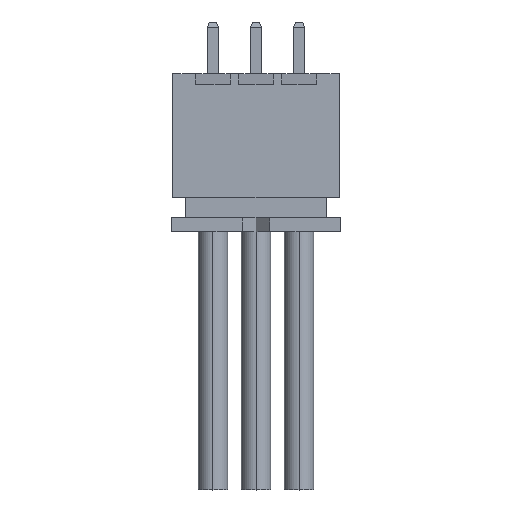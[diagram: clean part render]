
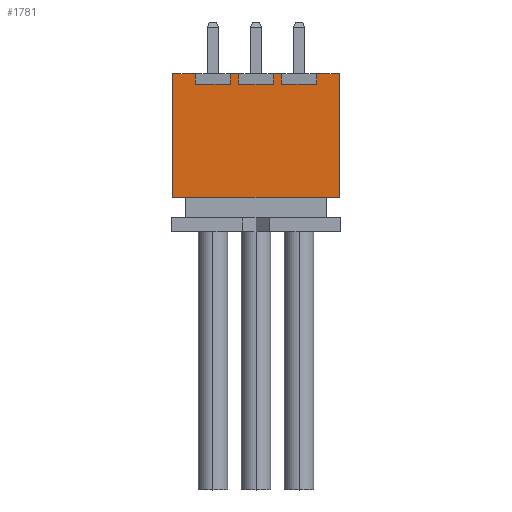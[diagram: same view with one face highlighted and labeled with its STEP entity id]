
A CAD part, top view. The second image highlights one B-rep face of the part: STEP entity #1781.
In plain terms, the highlighted face is planar.
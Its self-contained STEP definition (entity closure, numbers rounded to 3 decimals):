
#13 = ORIENTED_EDGE ( 'NONE', *, *, #4445, .T. ) ;
#24 = VERTEX_POINT ( 'NONE', #8444 ) ;
#83 = DIRECTION ( 'NONE',  ( -1., 0., 0. ) ) ;
#95 = VERTEX_POINT ( 'NONE', #2891 ) ;
#334 = EDGE_CURVE ( 'NONE', #2479, #7439, #11394, .T. ) ;
#427 = CARTESIAN_POINT ( 'NONE',  ( -4.837, 3.353, 7.214 ) ) ;
#578 = DIRECTION ( 'NONE',  ( -1., 0., 0. ) ) ;
#943 = EDGE_CURVE ( 'NONE', #2465, #9611, #3492, .T. ) ;
#995 = DIRECTION ( 'NONE',  ( 0., 0., -1. ) ) ;
#1058 = LINE ( 'NONE', #4012, #8835 ) ;
#1061 = ORIENTED_EDGE ( 'NONE', *, *, #9493, .T. ) ;
#1267 = VECTOR ( 'NONE', #4090, 1000. ) ;
#1298 = VECTOR ( 'NONE', #10624, 1000. ) ;
#1306 = ORIENTED_EDGE ( 'NONE', *, *, #11616, .F. ) ;
#1388 = LINE ( 'NONE', #3043, #6713 ) ;
#1422 = CARTESIAN_POINT ( 'NONE',  ( -4.837, 3.353, 0. ) ) ;
#1686 = LINE ( 'NONE', #1936, #5999 ) ;
#1781 = ADVANCED_FACE ( 'NONE', ( #5089 ), #9871, .T. ) ;
#1869 = CARTESIAN_POINT ( 'NONE',  ( -1.484, 3.353, 0.635 ) ) ;
#1888 = DIRECTION ( 'NONE',  ( 0., 0., -1. ) ) ;
#1936 = CARTESIAN_POINT ( 'NONE',  ( 1.484, 3.353, 0.635 ) ) ;
#1972 = EDGE_LOOP ( 'NONE', ( #7083, #1061, #12074, #11162, #8673, #5696, #1306, #5670, #13, #3830, #7681, #2545, #5980, #3690, #4873, #7152 ) ) ;
#2054 = DIRECTION ( 'NONE',  ( 0., 0., -1. ) ) ;
#2113 = CARTESIAN_POINT ( 'NONE',  ( -3.516, 3.353, 0.635 ) ) ;
#2465 = VERTEX_POINT ( 'NONE', #3305 ) ;
#2479 = VERTEX_POINT ( 'NONE', #10118 ) ;
#2545 = ORIENTED_EDGE ( 'NONE', *, *, #6686, .F. ) ;
#2727 = VERTEX_POINT ( 'NONE', #3536 ) ;
#2783 = CARTESIAN_POINT ( 'NONE',  ( 3.516, 3.353, 0.635 ) ) ;
#2824 = VERTEX_POINT ( 'NONE', #5818 ) ;
#2891 = CARTESIAN_POINT ( 'NONE',  ( 4.837, 3.353, 7.214 ) ) ;
#2894 = CARTESIAN_POINT ( 'NONE',  ( 1.016, 3.353, 0.635 ) ) ;
#2920 = CARTESIAN_POINT ( 'NONE',  ( 3.516, 3.353, 0. ) ) ;
#3043 = CARTESIAN_POINT ( 'NONE',  ( 1.016, 3.353, 0.635 ) ) ;
#3078 = VECTOR ( 'NONE', #7479, 1000. ) ;
#3257 = DIRECTION ( 'NONE',  ( 0., 1., 0. ) ) ;
#3305 = CARTESIAN_POINT ( 'NONE',  ( -1.484, 3.353, 0. ) ) ;
#3333 = AXIS2_PLACEMENT_3D ( 'NONE', #11820, #3257, #6930 ) ;
#3339 = VERTEX_POINT ( 'NONE', #5411 ) ;
#3492 = LINE ( 'NONE', #8446, #4148 ) ;
#3536 = CARTESIAN_POINT ( 'NONE',  ( 3.516, 3.353, 0.635 ) ) ;
#3690 = ORIENTED_EDGE ( 'NONE', *, *, #5406, .T. ) ;
#3707 = CARTESIAN_POINT ( 'NONE',  ( 1.016, 3.353, 0. ) ) ;
#3714 = VECTOR ( 'NONE', #83, 1000. ) ;
#3830 = ORIENTED_EDGE ( 'NONE', *, *, #12369, .T. ) ;
#3873 = CARTESIAN_POINT ( 'NONE',  ( 4.837, 3.353, 0. ) ) ;
#3898 = LINE ( 'NONE', #8902, #1298 ) ;
#3945 = VERTEX_POINT ( 'NONE', #2920 ) ;
#4002 = VECTOR ( 'NONE', #6248, 1000. ) ;
#4012 = CARTESIAN_POINT ( 'NONE',  ( -4.837, 3.353, 0. ) ) ;
#4090 = DIRECTION ( 'NONE',  ( 1., 0., 0. ) ) ;
#4148 = VECTOR ( 'NONE', #12236, 1000. ) ;
#4261 = DIRECTION ( 'NONE',  ( 0., 0., -1. ) ) ;
#4445 = EDGE_CURVE ( 'NONE', #2824, #3339, #1388, .T. ) ;
#4467 = CARTESIAN_POINT ( 'NONE',  ( -1.484, 3.353, 0.635 ) ) ;
#4539 = EDGE_CURVE ( 'NONE', #2479, #95, #12299, .T. ) ;
#4627 = DIRECTION ( 'NONE',  ( 0., 0., -1. ) ) ;
#4873 = ORIENTED_EDGE ( 'NONE', *, *, #8019, .F. ) ;
#4979 = EDGE_CURVE ( 'NONE', #10059, #9269, #6486, .T. ) ;
#5089 = FACE_OUTER_BOUND ( 'NONE', #1972, .T. ) ;
#5406 = EDGE_CURVE ( 'NONE', #9269, #24, #10769, .T. ) ;
#5411 = CARTESIAN_POINT ( 'NONE',  ( -1.016, 3.353, 0.635 ) ) ;
#5426 = CARTESIAN_POINT ( 'NONE',  ( 4.837, 3.353, 0.711 ) ) ;
#5445 = DIRECTION ( 'NONE',  ( 0., 0., -1. ) ) ;
#5670 = ORIENTED_EDGE ( 'NONE', *, *, #12347, .F. ) ;
#5696 = ORIENTED_EDGE ( 'NONE', *, *, #6670, .T. ) ;
#5818 = CARTESIAN_POINT ( 'NONE',  ( 1.016, 3.353, 0.635 ) ) ;
#5852 = LINE ( 'NONE', #11628, #1267 ) ;
#5940 = VECTOR ( 'NONE', #2054, 1000. ) ;
#5980 = ORIENTED_EDGE ( 'NONE', *, *, #4979, .T. ) ;
#5999 = VECTOR ( 'NONE', #6574, 1000. ) ;
#6248 = DIRECTION ( 'NONE',  ( 0., 0., -1. ) ) ;
#6486 = LINE ( 'NONE', #4467, #8768 ) ;
#6574 = DIRECTION ( 'NONE',  ( 0., 0., -1. ) ) ;
#6670 = EDGE_CURVE ( 'NONE', #10383, #11743, #1686, .T. ) ;
#6686 = EDGE_CURVE ( 'NONE', #10059, #2465, #9506, .T. ) ;
#6713 = VECTOR ( 'NONE', #6909, 1000. ) ;
#6909 = DIRECTION ( 'NONE',  ( -1., 0., 0. ) ) ;
#6930 = DIRECTION ( 'NONE',  ( 1., 0., 0. ) ) ;
#7083 = ORIENTED_EDGE ( 'NONE', *, *, #4539, .T. ) ;
#7152 = ORIENTED_EDGE ( 'NONE', *, *, #334, .F. ) ;
#7158 = CARTESIAN_POINT ( 'NONE',  ( 3.516, 3.353, 0.635 ) ) ;
#7327 = CARTESIAN_POINT ( 'NONE',  ( 1.484, 3.353, 0.635 ) ) ;
#7439 = VERTEX_POINT ( 'NONE', #1422 ) ;
#7465 = CARTESIAN_POINT ( 'NONE',  ( -4.837, 3.353, 0.711 ) ) ;
#7479 = DIRECTION ( 'NONE',  ( 1., 0., 0. ) ) ;
#7681 = ORIENTED_EDGE ( 'NONE', *, *, #943, .F. ) ;
#8018 = EDGE_CURVE ( 'NONE', #2727, #10383, #8582, .T. ) ;
#8019 = EDGE_CURVE ( 'NONE', #7439, #24, #5852, .T. ) ;
#8045 = VECTOR ( 'NONE', #4627, 1000. ) ;
#8383 = VERTEX_POINT ( 'NONE', #3873 ) ;
#8444 = CARTESIAN_POINT ( 'NONE',  ( -3.516, 3.353, 0. ) ) ;
#8446 = CARTESIAN_POINT ( 'NONE',  ( -4.837, 3.353, 0. ) ) ;
#8484 = CARTESIAN_POINT ( 'NONE',  ( -3.516, 3.353, 0.635 ) ) ;
#8582 = LINE ( 'NONE', #2783, #3714 ) ;
#8673 = ORIENTED_EDGE ( 'NONE', *, *, #8018, .T. ) ;
#8768 = VECTOR ( 'NONE', #578, 1000. ) ;
#8835 = VECTOR ( 'NONE', #10971, 1000. ) ;
#8902 = CARTESIAN_POINT ( 'NONE',  ( -4.837, 3.353, 0. ) ) ;
#9181 = CARTESIAN_POINT ( 'NONE',  ( -1.484, 3.353, 0.635 ) ) ;
#9269 = VERTEX_POINT ( 'NONE', #8484 ) ;
#9493 = EDGE_CURVE ( 'NONE', #95, #8383, #12143, .T. ) ;
#9506 = LINE ( 'NONE', #1869, #8045 ) ;
#9584 = LINE ( 'NONE', #9712, #10496 ) ;
#9611 = VERTEX_POINT ( 'NONE', #10448 ) ;
#9712 = CARTESIAN_POINT ( 'NONE',  ( -1.016, 3.353, 0.635 ) ) ;
#9871 = PLANE ( 'NONE',  #3333 ) ;
#9910 = LINE ( 'NONE', #7158, #10885 ) ;
#10059 = VERTEX_POINT ( 'NONE', #9181 ) ;
#10118 = CARTESIAN_POINT ( 'NONE',  ( -4.837, 3.353, 7.214 ) ) ;
#10383 = VERTEX_POINT ( 'NONE', #7327 ) ;
#10448 = CARTESIAN_POINT ( 'NONE',  ( -1.016, 3.353, 0. ) ) ;
#10496 = VECTOR ( 'NONE', #995, 1000. ) ;
#10542 = EDGE_CURVE ( 'NONE', #3945, #8383, #3898, .T. ) ;
#10624 = DIRECTION ( 'NONE',  ( 1., 0., 0. ) ) ;
#10769 = LINE ( 'NONE', #2113, #5940 ) ;
#10885 = VECTOR ( 'NONE', #4261, 1000. ) ;
#10971 = DIRECTION ( 'NONE',  ( 1., 0., 0. ) ) ;
#11090 = VECTOR ( 'NONE', #1888, 1000. ) ;
#11096 = CARTESIAN_POINT ( 'NONE',  ( 1.484, 3.353, 0. ) ) ;
#11162 = ORIENTED_EDGE ( 'NONE', *, *, #12510, .F. ) ;
#11215 = VECTOR ( 'NONE', #5445, 1000. ) ;
#11363 = VERTEX_POINT ( 'NONE', #3707 ) ;
#11394 = LINE ( 'NONE', #7465, #11215 ) ;
#11545 = LINE ( 'NONE', #2894, #11090 ) ;
#11616 = EDGE_CURVE ( 'NONE', #11363, #11743, #1058, .T. ) ;
#11628 = CARTESIAN_POINT ( 'NONE',  ( -4.837, 3.353, 0. ) ) ;
#11743 = VERTEX_POINT ( 'NONE', #11096 ) ;
#11820 = CARTESIAN_POINT ( 'NONE',  ( -4.837, 3.353, 0.711 ) ) ;
#12074 = ORIENTED_EDGE ( 'NONE', *, *, #10542, .F. ) ;
#12143 = LINE ( 'NONE', #5426, #4002 ) ;
#12236 = DIRECTION ( 'NONE',  ( 1., 0., 0. ) ) ;
#12299 = LINE ( 'NONE', #427, #3078 ) ;
#12347 = EDGE_CURVE ( 'NONE', #2824, #11363, #11545, .T. ) ;
#12369 = EDGE_CURVE ( 'NONE', #3339, #9611, #9584, .T. ) ;
#12510 = EDGE_CURVE ( 'NONE', #2727, #3945, #9910, .T. ) ;
